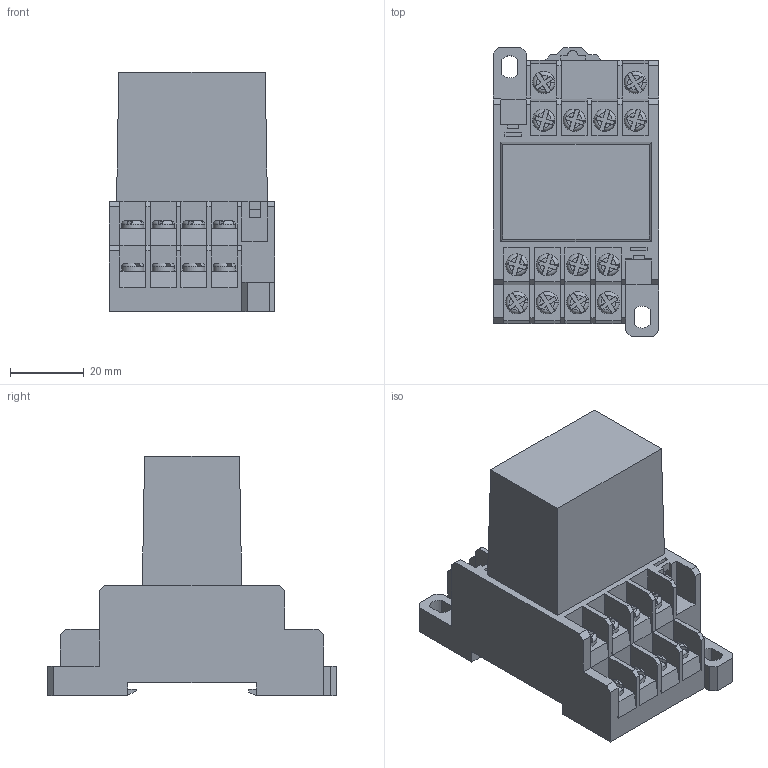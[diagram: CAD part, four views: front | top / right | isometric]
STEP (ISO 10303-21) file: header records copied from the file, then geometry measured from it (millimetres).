
FILE_DESCRIPTION (( 'STEP AP203' ), '1' );
FILE_NAME ('ﾐﾏ 25-4-10ﾀ-12ﾂ, 24ﾂ.STEP', '2018-04-18T09:53:18', ( '' ), ( '' ), 'SwSTEP 2.0', 'SolidWorks 2017', '' );
FILE_SCHEMA (( 'CONFIG_CONTROL_DESIGN' ));
Length unit declared in the file: millimetre
Products named in the file (1): ﾐﾏ 25-4-10ﾀ-12ﾂ, 24ﾂ
Bounding box: 45 x 78.5 x 65 mm (x, y, z)
Volume: 105429.5 mm3; surface area: 21592.1 mm2
Topology: 1 solids, 1 shells, 485 faces, 1284 edges, 816 vertices
Faces by surface type: plane 410, torus 42, cylinder 33
Entity records: 15377 total; most frequent: CARTESIAN_POINT 3406, ORIENTED_EDGE 2568, DIRECTION 2322, EDGE_CURVE 1284, LINE 938, VECTOR 938, VERTEX_POINT 816, AXIS2_PLACEMENT_3D 692
